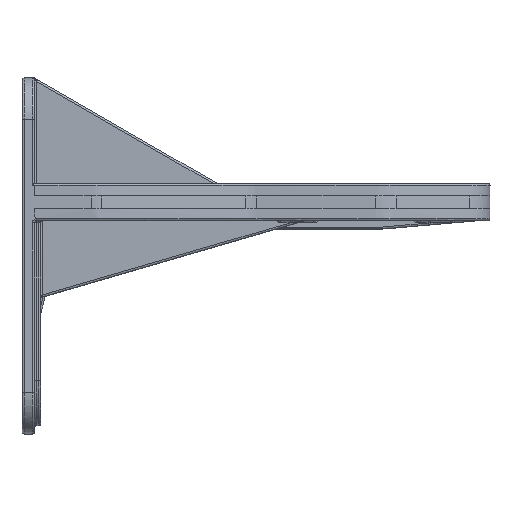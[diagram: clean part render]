
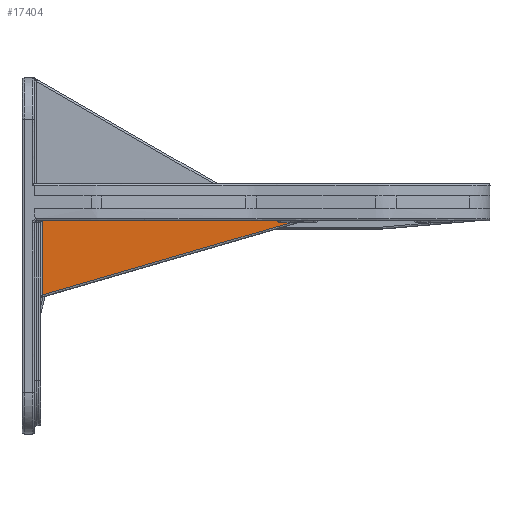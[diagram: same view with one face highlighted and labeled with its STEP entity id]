
A CAD part, front view. The second image highlights one B-rep face of the part: STEP entity #17404.
In plain terms, the highlighted free-form (B-spline) face has degree [1, 1] with [2, 2] control points.
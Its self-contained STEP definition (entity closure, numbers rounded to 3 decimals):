
#17404 = ADVANCED_FACE('',(#17405),#17450,.T.);
#17405 = FACE_BOUND('',#17406,.T.);
#17406 = EDGE_LOOP('',(#17407,#17416,#17423,#17431,#17438,#17445));
#17407 = ORIENTED_EDGE('',*,*,#17408,.T.);
#17408 = EDGE_CURVE('',#17409,#17411,#17413,.T.);
#17409 = VERTEX_POINT('',#17410);
#17410 = CARTESIAN_POINT('',(3.86,22.61,
    -24.702));
#17411 = VERTEX_POINT('',#17412);
#17412 = CARTESIAN_POINT('',(69.735,22.61,
    -5.515));
#17413 = B_SPLINE_CURVE_WITH_KNOTS('',1,(#17414,#17415),.UNSPECIFIED.,
  .F.,.F.,(2,2),(-67.122,-4.912),
  .PIECEWISE_BEZIER_KNOTS.);
#17414 = CARTESIAN_POINT('',(3.86,22.61,
    -24.702));
#17415 = CARTESIAN_POINT('',(69.735,22.61,
    -5.515));
#17416 = ORIENTED_EDGE('',*,*,#17417,.T.);
#17417 = EDGE_CURVE('',#17411,#17418,#17420,.T.);
#17418 = VERTEX_POINT('',#17419);
#17419 = CARTESIAN_POINT('',(67.278,22.61,
    -5.515));
#17420 = B_SPLINE_CURVE_WITH_KNOTS('',1,(#17421,#17422),.UNSPECIFIED.,
  .F.,.F.,(2,2),(-1.362,0.866),
  .PIECEWISE_BEZIER_KNOTS.);
#17421 = CARTESIAN_POINT('',(69.735,22.61,
    -5.515));
#17422 = CARTESIAN_POINT('',(67.278,22.61,
    -5.515));
#17423 = ORIENTED_EDGE('',*,*,#17424,.F.);
#17424 = EDGE_CURVE('',#17425,#17418,#17427,.T.);
#17425 = VERTEX_POINT('',#17426);
#17426 = CARTESIAN_POINT('',(66.175,22.61,
    -4.412));
#17427 = ( BOUNDED_CURVE() B_SPLINE_CURVE(2,(#17428,#17429,#17430),
.UNSPECIFIED.,.F.,.F.) B_SPLINE_CURVE_WITH_KNOTS((3,3),(4.712,
6.283),.PIECEWISE_BEZIER_KNOTS.) CURVE() 
GEOMETRIC_REPRESENTATION_ITEM() RATIONAL_B_SPLINE_CURVE((1.,
0.707,1.)) REPRESENTATION_ITEM('') );
#17428 = CARTESIAN_POINT('',(66.175,22.61,
    -4.412));
#17429 = CARTESIAN_POINT('',(66.175,22.61,
    -5.515));
#17430 = CARTESIAN_POINT('',(67.278,22.61,
    -5.515));
#17431 = ORIENTED_EDGE('',*,*,#17432,.F.);
#17432 = EDGE_CURVE('',#17433,#17425,#17435,.T.);
#17433 = VERTEX_POINT('',#17434);
#17434 = CARTESIAN_POINT('',(66.175,22.61,
    -2.206));
#17435 = B_SPLINE_CURVE_WITH_KNOTS('',1,(#17436,#17437),.UNSPECIFIED.,
  .F.,.F.,(2,2),(-2.106,-0.106),
  .PIECEWISE_BEZIER_KNOTS.);
#17436 = CARTESIAN_POINT('',(66.175,22.61,
    -2.206));
#17437 = CARTESIAN_POINT('',(66.175,22.61,
    -4.412));
#17438 = ORIENTED_EDGE('',*,*,#17439,.F.);
#17439 = EDGE_CURVE('',#17440,#17433,#17442,.T.);
#17440 = VERTEX_POINT('',#17441);
#17441 = CARTESIAN_POINT('',(3.86,22.61,
    -2.206));
#17442 = B_SPLINE_CURVE_WITH_KNOTS('',1,(#17443,#17444),.UNSPECIFIED.,
  .F.,.F.,(2,2),(-64.584,-8.084),
  .PIECEWISE_BEZIER_KNOTS.);
#17443 = CARTESIAN_POINT('',(3.86,22.61,
    -2.206));
#17444 = CARTESIAN_POINT('',(66.175,22.61,
    -2.206));
#17445 = ORIENTED_EDGE('',*,*,#17446,.T.);
#17446 = EDGE_CURVE('',#17440,#17409,#17447,.T.);
#17447 = B_SPLINE_CURVE_WITH_KNOTS('',1,(#17448,#17449),.UNSPECIFIED.,
  .F.,.F.,(2,2),(-21.063,-0.666),
  .PIECEWISE_BEZIER_KNOTS.);
#17448 = CARTESIAN_POINT('',(3.86,22.61,
    -2.206));
#17449 = CARTESIAN_POINT('',(3.86,22.61,
    -24.702));
#17450 = B_SPLINE_SURFACE_WITH_KNOTS('',1,1,(
    (#17451,#17452)
    ,(#17453,#17454
    )),.UNSPECIFIED.,.F.,.F.,.F.,(2,2),(2,2),(-67.122,
    -4.912),(0.5,20.083),.PIECEWISE_BEZIER_KNOTS.);
#17451 = CARTESIAN_POINT('',(3.86,22.61,
    -24.702));
#17452 = CARTESIAN_POINT('',(-2.18,22.61,
    -3.965));
#17453 = CARTESIAN_POINT('',(69.735,22.61,
    -5.515));
#17454 = CARTESIAN_POINT('',(63.695,22.61,
    15.222));
